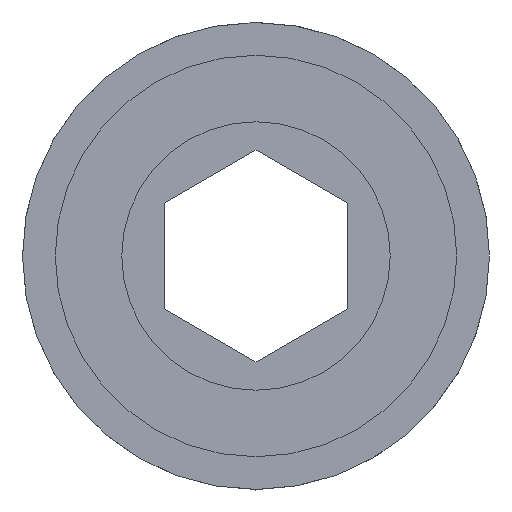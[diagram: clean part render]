
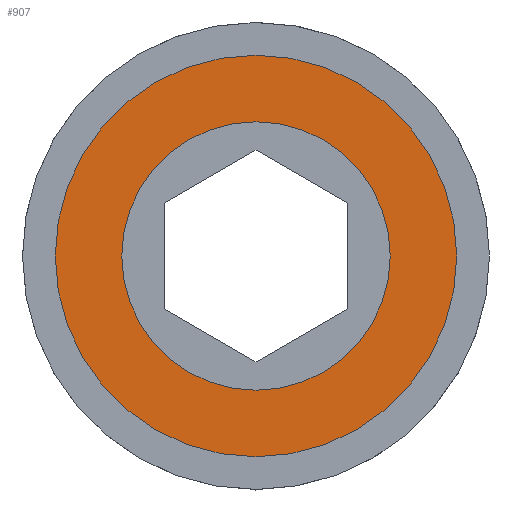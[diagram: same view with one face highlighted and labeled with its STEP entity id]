
A CAD part, front view. The second image highlights one B-rep face of the part: STEP entity #907.
In plain terms, the highlighted planar face has unit normal (0, -1, 0).
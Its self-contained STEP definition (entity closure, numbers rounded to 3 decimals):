
#135=PLANE('',#979);
#252=ORIENTED_EDGE('',*,*,#351,.T.);
#253=ORIENTED_EDGE('',*,*,#350,.F.);
#350=EDGE_CURVE('',#408,#408,#448,.T.);
#351=EDGE_CURVE('',#409,#409,#449,.T.);
#408=VERTEX_POINT('',#1330);
#409=VERTEX_POINT('',#1333);
#448=CIRCLE('',#978,8.6);
#449=CIRCLE('',#980,5.75);
#496=EDGE_LOOP('',(#252));
#497=EDGE_LOOP('',(#253));
#556=FACE_BOUND('',#496,.T.);
#557=FACE_BOUND('',#497,.T.);
#907=ADVANCED_FACE('',(#556,#557),#135,.F.);
#978=AXIS2_PLACEMENT_3D('',#1329,#1129,#1130);
#979=AXIS2_PLACEMENT_3D('',#1331,#1131,#1132);
#980=AXIS2_PLACEMENT_3D('',#1332,#1133,#1134);
#1129=DIRECTION('',(0.,1.,0.));
#1130=DIRECTION('',(0.,0.,1.));
#1131=DIRECTION('',(0.,1.,0.));
#1132=DIRECTION('',(0.,0.,1.));
#1133=DIRECTION('',(0.,1.,0.));
#1134=DIRECTION('',(1.,0.,0.));
#1329=CARTESIAN_POINT('',(0.,-9.9,0.));
#1330=CARTESIAN_POINT('',(0.,-9.9,8.6));
#1331=CARTESIAN_POINT('',(0.,-9.9,0.));
#1332=CARTESIAN_POINT('',(0.,-9.9,0.));
#1333=CARTESIAN_POINT('',(5.75,-9.9,0.));
